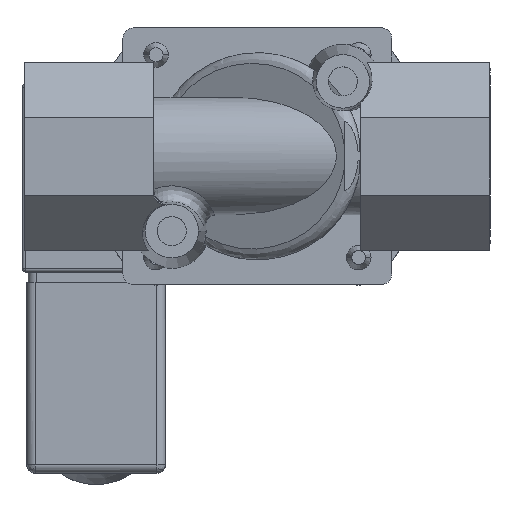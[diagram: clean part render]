
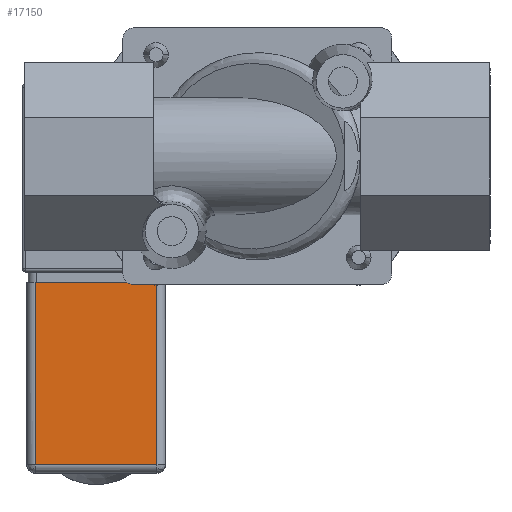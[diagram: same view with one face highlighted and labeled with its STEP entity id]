
A CAD part, front view. The second image highlights one B-rep face of the part: STEP entity #17150.
In plain terms, the highlighted planar face has unit normal (0, -1, 0).
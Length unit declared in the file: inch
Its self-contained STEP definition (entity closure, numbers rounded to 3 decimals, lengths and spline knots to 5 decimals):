
#740 = LINE ( 'NONE', #22927, #5166 ) ;
#1530 = EDGE_CURVE ( 'NONE', #42825, #28757, #11224, .T. ) ;
#1758 = EDGE_CURVE ( 'NONE', #17300, #28757, #23707, .T. ) ;
#3098 = VECTOR ( 'NONE', #37016, 39.37008 ) ;
#4304 = LINE ( 'NONE', #27401, #10981 ) ;
#4532 = CARTESIAN_POINT ( 'NONE',  ( -0.5875, 1.2975, -1.803 ) ) ;
#5166 = VECTOR ( 'NONE', #21990, 39.37008 ) ;
#6832 = PLANE ( 'NONE',  #33676 ) ;
#7080 = DIRECTION ( 'NONE',  ( 1., 0., 0. ) ) ;
#7618 = CARTESIAN_POINT ( 'NONE',  ( -0.943, 1.2975, -0.737 ) ) ;
#8660 = DIRECTION ( 'NONE',  ( 0., 0., 1. ) ) ;
#10981 = VECTOR ( 'NONE', #8660, 39.37008 ) ;
#11224 = LINE ( 'NONE', #7618, #3098 ) ;
#11634 = VECTOR ( 'NONE', #46122, 39.37008 ) ;
#14295 = FACE_OUTER_BOUND ( 'NONE', #25080, .T. ) ;
#16125 = EDGE_CURVE ( 'NONE', #17300, #40758, #740, .T. ) ;
#16492 = CARTESIAN_POINT ( 'NONE',  ( -1.2985, 1.2975, -0.737 ) ) ;
#17150 = ADVANCED_FACE ( 'NONE', ( #14295 ), #6832, .T. ) ;
#17300 = VERTEX_POINT ( 'NONE', #39285 ) ;
#21990 = DIRECTION ( 'NONE',  ( 1., 0., 0. ) ) ;
#22553 = CARTESIAN_POINT ( 'NONE',  ( -0.5875, 1.2975, -0.737 ) ) ;
#22927 = CARTESIAN_POINT ( 'NONE',  ( -0.5375, 1.2975, -1.803 ) ) ;
#23707 = LINE ( 'NONE', #16492, #11634 ) ;
#25080 = EDGE_LOOP ( 'NONE', ( #36897, #37452, #35668, #26669 ) ) ;
#25130 = DIRECTION ( 'NONE',  ( 0., -1., 0. ) ) ;
#26669 = ORIENTED_EDGE ( 'NONE', *, *, #16125, .T. ) ;
#27401 = CARTESIAN_POINT ( 'NONE',  ( -0.5875, 1.2975, -0.737 ) ) ;
#28757 = VERTEX_POINT ( 'NONE', #28911 ) ;
#28911 = CARTESIAN_POINT ( 'NONE',  ( -1.2985, 1.2975, -0.737 ) ) ;
#28976 = CARTESIAN_POINT ( 'NONE',  ( -0.5375, 1.2975, -0.737 ) ) ;
#33676 = AXIS2_PLACEMENT_3D ( 'NONE', #28976, #25130, #7080 ) ;
#35668 = ORIENTED_EDGE ( 'NONE', *, *, #1758, .F. ) ;
#36897 = ORIENTED_EDGE ( 'NONE', *, *, #37747, .T. ) ;
#37016 = DIRECTION ( 'NONE',  ( -1., 0., 0. ) ) ;
#37452 = ORIENTED_EDGE ( 'NONE', *, *, #1530, .T. ) ;
#37747 = EDGE_CURVE ( 'NONE', #40758, #42825, #4304, .T. ) ;
#39285 = CARTESIAN_POINT ( 'NONE',  ( -1.2985, 1.2975, -1.803 ) ) ;
#40758 = VERTEX_POINT ( 'NONE', #4532 ) ;
#42825 = VERTEX_POINT ( 'NONE', #22553 ) ;
#46122 = DIRECTION ( 'NONE',  ( 0., 0., 1. ) ) ;
